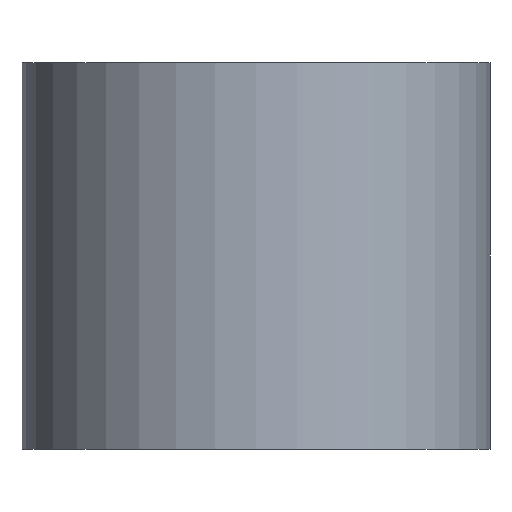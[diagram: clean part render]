
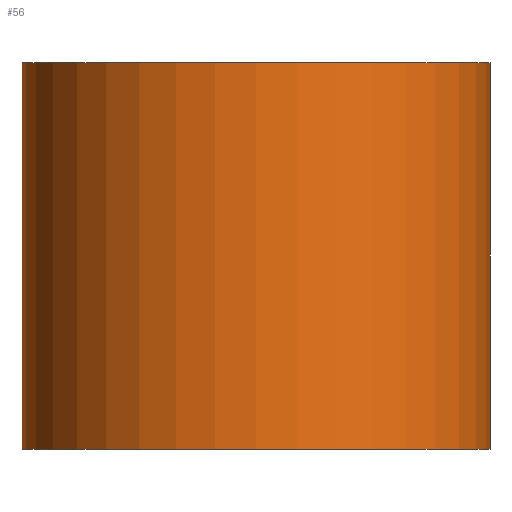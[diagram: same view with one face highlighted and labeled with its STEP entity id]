
A CAD part, front view. The second image highlights one B-rep face of the part: STEP entity #56.
In plain terms, the highlighted cylindrical face has radius 4.3 mm (diameter 8.6 mm), a full revolution.
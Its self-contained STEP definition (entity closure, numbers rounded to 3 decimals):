
#18=FACE_BOUND('',#28,.T.);
#22=FACE_OUTER_BOUND('',#27,.T.);
#27=EDGE_LOOP('',(#47));
#28=EDGE_LOOP('',(#48));
#35=CIRCLE('',#71,4.3);
#36=CIRCLE('',#72,4.3);
#39=VERTEX_POINT('',#100);
#40=VERTEX_POINT('',#102);
#43=EDGE_CURVE('',#39,#39,#35,.T.);
#44=EDGE_CURVE('',#40,#40,#36,.T.);
#47=ORIENTED_EDGE('',*,*,#43,.F.);
#48=ORIENTED_EDGE('',*,*,#44,.F.);
#54=CYLINDRICAL_SURFACE('',#70,4.3);
#56=ADVANCED_FACE('',(#22,#18),#54,.T.);
#70=AXIS2_PLACEMENT_3D('',#99,#83,#84);
#71=AXIS2_PLACEMENT_3D('',#101,#85,#86);
#72=AXIS2_PLACEMENT_3D('',#103,#87,#88);
#83=DIRECTION('center_axis',(0.,0.,1.));
#84=DIRECTION('ref_axis',(-1.,0.,0.));
#85=DIRECTION('center_axis',(0.,0.,1.));
#86=DIRECTION('ref_axis',(-1.,0.,0.));
#87=DIRECTION('center_axis',(0.,0.,-1.));
#88=DIRECTION('ref_axis',(-1.,0.,0.));
#99=CARTESIAN_POINT('Origin',(0.,0.,0.));
#100=CARTESIAN_POINT('',(4.3,0.,7.1));
#101=CARTESIAN_POINT('Origin',(0.,0.,7.1));
#102=CARTESIAN_POINT('',(4.3,0.,0.));
#103=CARTESIAN_POINT('Origin',(0.,0.,0.));
